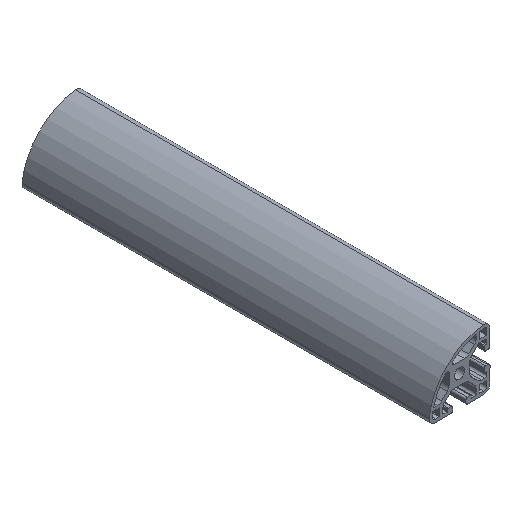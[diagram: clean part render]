
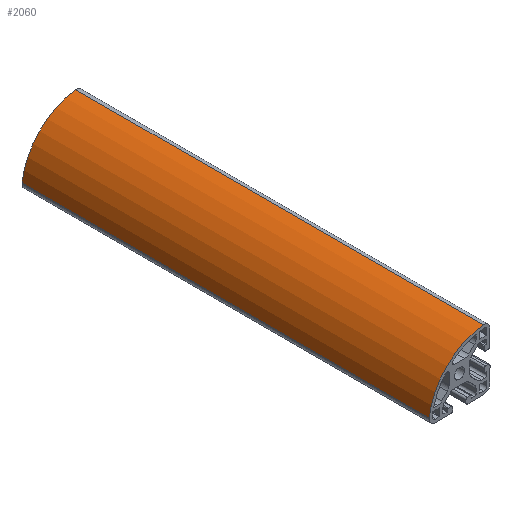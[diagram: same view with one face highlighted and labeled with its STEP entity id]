
A CAD part, isometric view. The second image highlights one B-rep face of the part: STEP entity #2060.
In plain terms, the highlighted cylindrical face has radius 30 mm (diameter 60 mm), a partial arc.
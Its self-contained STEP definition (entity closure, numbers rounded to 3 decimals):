
#148=FACE_OUTER_BOUND('',#254,.T.);
#254=EDGE_LOOP('',(#1601,#1602,#1603,#1604));
#399=LINE('',#3271,#593);
#433=LINE('',#3387,#627);
#593=VECTOR('',#2632,200.);
#627=VECTOR('',#2762,200.);
#769=CIRCLE('',#2250,30.);
#770=CIRCLE('',#2251,30.);
#913=VERTEX_POINT('',#3268);
#914=VERTEX_POINT('',#3270);
#947=VERTEX_POINT('',#3384);
#948=VERTEX_POINT('',#3386);
#1164=EDGE_CURVE('',#913,#914,#399,.T.);
#1223=EDGE_CURVE('',#913,#947,#769,.T.);
#1224=EDGE_CURVE('',#947,#948,#433,.T.);
#1225=EDGE_CURVE('',#914,#948,#770,.T.);
#1601=ORIENTED_EDGE('',*,*,#1223,.T.);
#1602=ORIENTED_EDGE('',*,*,#1224,.T.);
#1603=ORIENTED_EDGE('',*,*,#1225,.F.);
#1604=ORIENTED_EDGE('',*,*,#1164,.F.);
#1972=CYLINDRICAL_SURFACE('',#2249,30.);
#2060=ADVANCED_FACE('',(#148),#1972,.T.);
#2249=AXIS2_PLACEMENT_3D('',#3383,#2758,#2759);
#2250=AXIS2_PLACEMENT_3D('',#3385,#2760,#2761);
#2251=AXIS2_PLACEMENT_3D('',#3388,#2763,#2764);
#2632=DIRECTION('',(0.,-1.,0.));
#2758=DIRECTION('center_axis',(0.,1.,0.));
#2759=DIRECTION('ref_axis',(0.994,0.,-0.111));
#2760=DIRECTION('center_axis',(0.,-1.,0.));
#2761=DIRECTION('ref_axis',(0.994,0.,-0.111));
#2762=DIRECTION('',(0.,-1.,0.));
#2763=DIRECTION('center_axis',(0.,-1.,0.));
#2764=DIRECTION('ref_axis',(0.994,0.,-0.111));
#3268=CARTESIAN_POINT('',(11.583,200.,14.898));
#3270=CARTESIAN_POINT('',(11.583,0.,14.898));
#3271=CARTESIAN_POINT('',(11.583,0.,14.898));
#3383=CARTESIAN_POINT('Origin',(14.916,0.,-14.916));
#3384=CARTESIAN_POINT('',(-14.898,200.,-11.583));
#3385=CARTESIAN_POINT('Origin',(14.916,200.,-14.916));
#3386=CARTESIAN_POINT('',(-14.898,0.,-11.583));
#3387=CARTESIAN_POINT('',(-14.898,0.,-11.583));
#3388=CARTESIAN_POINT('Origin',(14.916,0.,-14.916));
